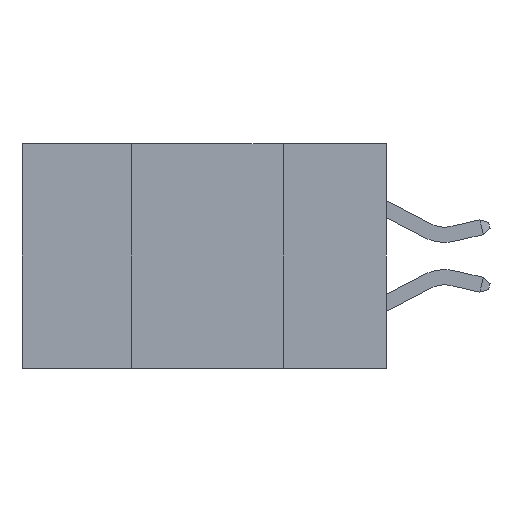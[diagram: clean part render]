
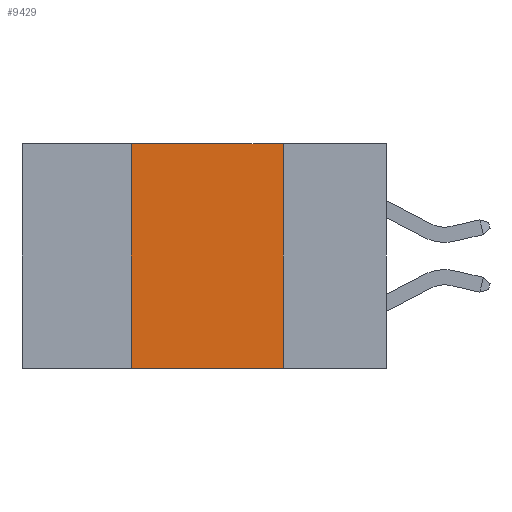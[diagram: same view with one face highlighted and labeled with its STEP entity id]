
A CAD part, left-side view. The second image highlights one B-rep face of the part: STEP entity #9429.
In plain terms, the highlighted planar face has unit normal (-1, 0, 0).
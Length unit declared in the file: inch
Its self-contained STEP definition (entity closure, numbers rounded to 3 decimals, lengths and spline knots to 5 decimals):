
#567 = EDGE_CURVE ( 'NONE', #2847, #13021, #14314, .T. ) ;
#633 = DIRECTION ( 'NONE',  ( 1., 0., 0. ) ) ;
#792 = CARTESIAN_POINT ( 'NONE',  ( 0., 0.6, -0.37 ) ) ;
#1842 = PLANE ( 'NONE',  #4713 ) ;
#1961 = ORIENTED_EDGE ( 'NONE', *, *, #11151, .T. ) ;
#2414 = CARTESIAN_POINT ( 'NONE',  ( 0., 0.17, 0. ) ) ;
#2847 = VERTEX_POINT ( 'NONE', #4278 ) ;
#3811 = LINE ( 'NONE', #12269, #5530 ) ;
#3970 = VERTEX_POINT ( 'NONE', #7944 ) ;
#4278 = CARTESIAN_POINT ( 'NONE',  ( 0., 0.17, 0. ) ) ;
#4520 = DIRECTION ( 'NONE',  ( 0., 0., 1. ) ) ;
#4713 = AXIS2_PLACEMENT_3D ( 'NONE', #15543, #633, #14176 ) ;
#5530 = VECTOR ( 'NONE', #9675, 39.37008 ) ;
#5634 = ORIENTED_EDGE ( 'NONE', *, *, #15263, .F. ) ;
#5973 = CARTESIAN_POINT ( 'NONE',  ( 0., 0.42, -0.37 ) ) ;
#6303 = EDGE_CURVE ( 'NONE', #7720, #3970, #6652, .T. ) ;
#6652 = LINE ( 'NONE', #11818, #9959 ) ;
#7720 = VERTEX_POINT ( 'NONE', #5973 ) ;
#7944 = CARTESIAN_POINT ( 'NONE',  ( 0., 0.42, 0. ) ) ;
#9429 = ADVANCED_FACE ( 'NONE', ( #12945 ), #1842, .F. ) ;
#9553 = LINE ( 'NONE', #792, #12455 ) ;
#9675 = DIRECTION ( 'NONE',  ( 0., -1., 0. ) ) ;
#9743 = ORIENTED_EDGE ( 'NONE', *, *, #567, .F. ) ;
#9959 = VECTOR ( 'NONE', #4520, 39.37008 ) ;
#10675 = DIRECTION ( 'NONE',  ( 0., -1., 0. ) ) ;
#10999 = VECTOR ( 'NONE', #11069, 39.37008 ) ;
#11069 = DIRECTION ( 'NONE',  ( 0., 0., -1. ) ) ;
#11151 = EDGE_CURVE ( 'NONE', #7720, #13021, #9553, .T. ) ;
#11818 = CARTESIAN_POINT ( 'NONE',  ( 0., 0.42, 0. ) ) ;
#12014 = ORIENTED_EDGE ( 'NONE', *, *, #6303, .F. ) ;
#12269 = CARTESIAN_POINT ( 'NONE',  ( 0., 0.6, 0. ) ) ;
#12455 = VECTOR ( 'NONE', #10675, 39.37008 ) ;
#12945 = FACE_OUTER_BOUND ( 'NONE', #13547, .T. ) ;
#13021 = VERTEX_POINT ( 'NONE', #14062 ) ;
#13547 = EDGE_LOOP ( 'NONE', ( #9743, #5634, #12014, #1961 ) ) ;
#14062 = CARTESIAN_POINT ( 'NONE',  ( 0., 0.17, -0.37 ) ) ;
#14176 = DIRECTION ( 'NONE',  ( 0., 0., -1. ) ) ;
#14314 = LINE ( 'NONE', #2414, #10999 ) ;
#15263 = EDGE_CURVE ( 'NONE', #3970, #2847, #3811, .T. ) ;
#15543 = CARTESIAN_POINT ( 'NONE',  ( 0., 0.6, 0. ) ) ;
